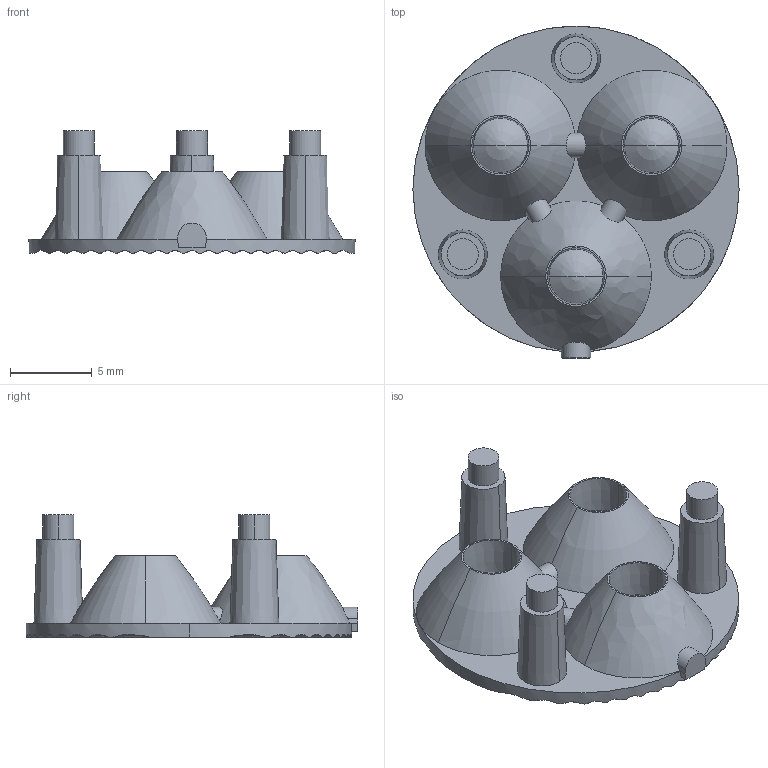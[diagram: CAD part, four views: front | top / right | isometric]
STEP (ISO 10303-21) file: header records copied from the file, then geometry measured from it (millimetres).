
FILE_DESCRIPTION((''),'2;1');
FILE_NAME('60525_2B','2016-06-07T',('SuttonP'),('Pet Mate Ltd'),'PRO/ENGINEER BY PARAMETRIC TECHNOLOGY CORPORATION, 2012130','PRO/ENGINEER BY PARAMETRIC TECHNOLOGY CORPORATION, 2012130','');
FILE_SCHEMA(('CONFIG_CONTROL_DESIGN'));
Length unit declared in the file: millimetre
Products named in the file (1): 60525_2B
Bounding box: 19.97 x 20.33 x 7.5 mm (x, y, z)
Volume: 751.5 mm3; surface area: 1074 mm2
Topology: 1 solids, 1 shells, 137 faces, 379 edges, 247 vertices
Faces by surface type: extrusion 76, plane 25, cone 14, revolution 12, cylinder 10
Entity records: 6682 total; most frequent: CARTESIAN_POINT 3490, ORIENTED_EDGE 746, DIRECTION 432, EDGE_CURVE 373, B_SPLINE_CURVE_WITH_KNOTS 277, VERTEX_POINT 247, VECTOR 198, EDGE_LOOP 146
